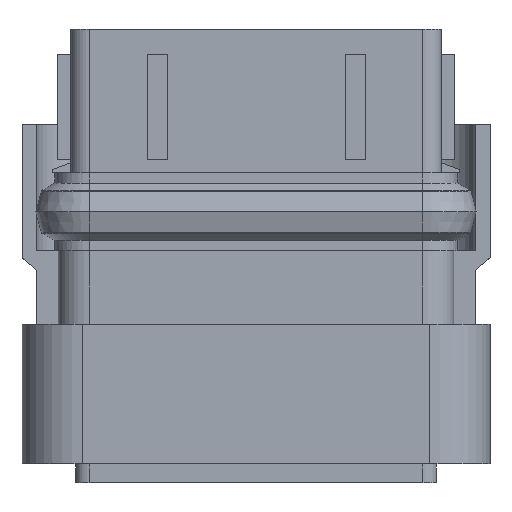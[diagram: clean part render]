
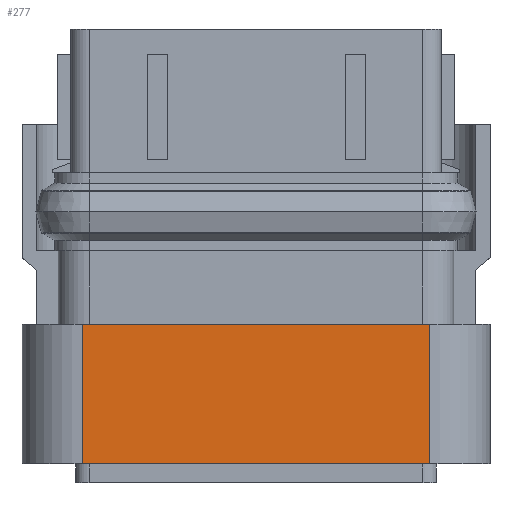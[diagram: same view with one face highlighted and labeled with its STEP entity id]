
A CAD part, front view. The second image highlights one B-rep face of the part: STEP entity #277.
In plain terms, the highlighted planar face has unit normal (0, -1, 0).
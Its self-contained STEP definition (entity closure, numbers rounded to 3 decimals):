
#277=ADVANCED_FACE('',(#625),#428,.T.);
#428=PLANE('',#4132);
#625=FACE_OUTER_BOUND('',#837,.T.);
#837=EDGE_LOOP('',(#1803,#1804,#1805,#1806));
#1803=ORIENTED_EDGE('',*,*,#2870,.T.);
#1804=ORIENTED_EDGE('',*,*,#2871,.F.);
#1805=ORIENTED_EDGE('',*,*,#2872,.F.);
#1806=ORIENTED_EDGE('',*,*,#2648,.T.);
#2240=VERTEX_POINT('',#5669);
#2241=VERTEX_POINT('',#5671);
#2368=VERTEX_POINT('',#6189);
#2369=VERTEX_POINT('',#6193);
#2648=EDGE_CURVE('',#2241,#2240,#3162,.T.);
#2870=EDGE_CURVE('',#2240,#2368,#3330,.T.);
#2871=EDGE_CURVE('',#2369,#2368,#3331,.T.);
#2872=EDGE_CURVE('',#2241,#2369,#3332,.T.);
#3162=LINE('',#5670,#3606);
#3330=LINE('',#6190,#3774);
#3331=LINE('',#6192,#3775);
#3332=LINE('',#6194,#3776);
#3606=VECTOR('',#4578,1.);
#3774=VECTOR('',#5006,1.);
#3775=VECTOR('',#5009,1.);
#3776=VECTOR('',#5010,1.);
#4132=AXIS2_PLACEMENT_3D('',#6195,#5011,#5012);
#4578=DIRECTION('',(-1.,0.,0.));
#5006=DIRECTION('',(0.,0.,-1.));
#5009=DIRECTION('',(-1.,0.,0.));
#5010=DIRECTION('',(0.,0.,-1.));
#5011=DIRECTION('',(0.,-1.,0.));
#5012=DIRECTION('',(1.,0.,0.));
#5669=CARTESIAN_POINT('',(-12.95,-8.35,-22.));
#5670=CARTESIAN_POINT('',(12.95,-8.35,-22.));
#5671=CARTESIAN_POINT('',(12.95,-8.35,-22.));
#6189=CARTESIAN_POINT('',(-12.95,-8.35,-32.4));
#6190=CARTESIAN_POINT('',(-12.95,-8.35,-22.));
#6192=CARTESIAN_POINT('',(12.95,-8.35,-32.4));
#6193=CARTESIAN_POINT('',(12.95,-8.35,-32.4));
#6194=CARTESIAN_POINT('',(12.95,-8.35,-22.));
#6195=CARTESIAN_POINT('',(12.95,-8.35,-22.));
